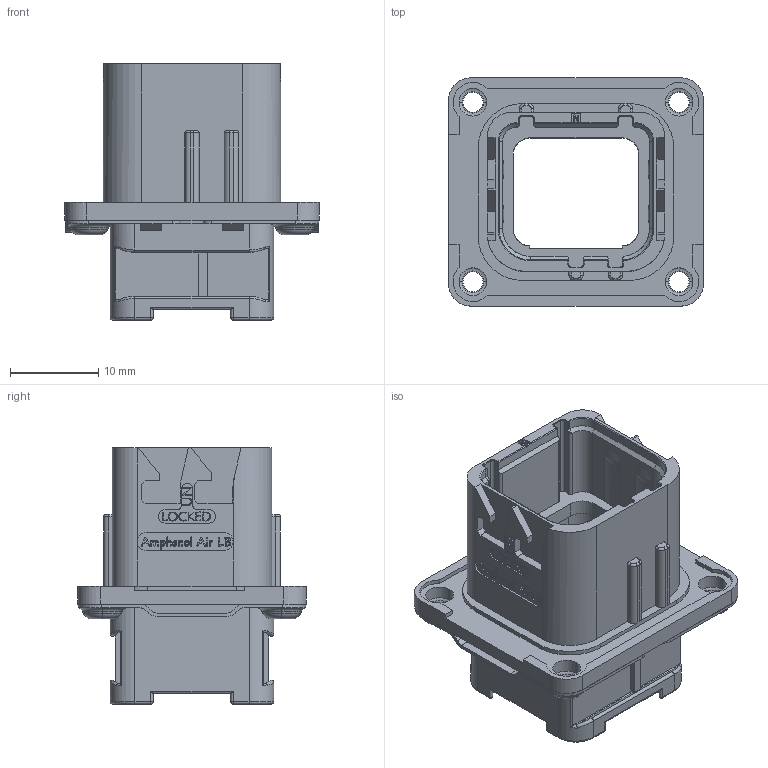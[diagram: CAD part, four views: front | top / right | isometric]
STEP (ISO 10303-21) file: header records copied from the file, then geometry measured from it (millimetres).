
FILE_DESCRIPTION((''),'2;1');
FILE_NAME('SIM2B24N001','2019-09-18T',('presta_be4'),(''),'PRO/ENGINEER BY PARAMETRIC TECHNOLOGY CORPORATION, 2014310','PRO/ENGINEER BY PARAMETRIC TECHNOLOGY CORPORATION, 2014310','');
FILE_SCHEMA(('CONFIG_CONTROL_DESIGN'));
Length unit declared in the file: millimetre
Products named in the file (1): SIM2B24N001
Bounding box: 28.8 x 25.8 x 28.97 mm (x, y, z)
Volume: 4166.1 mm3; surface area: 5535.5 mm2
Topology: 1 solids, 1 shells, 1598 faces, 4398 edges, 2857 vertices
Faces by surface type: plane 617, extrusion 608, cylinder 221, torus 76, bspline 28, sphere 24, cone 24
Entity records: 53973 total; most frequent: CARTESIAN_POINT 15741, ORIENTED_EDGE 8780, DIRECTION 6062, EDGE_CURVE 4390, VECTOR 3028, VERTEX_POINT 2857, LINE 2420, B_SPLINE_CURVE_WITH_KNOTS 2023
